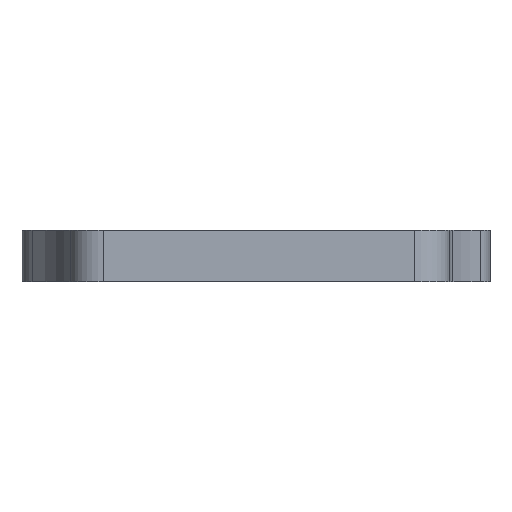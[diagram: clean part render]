
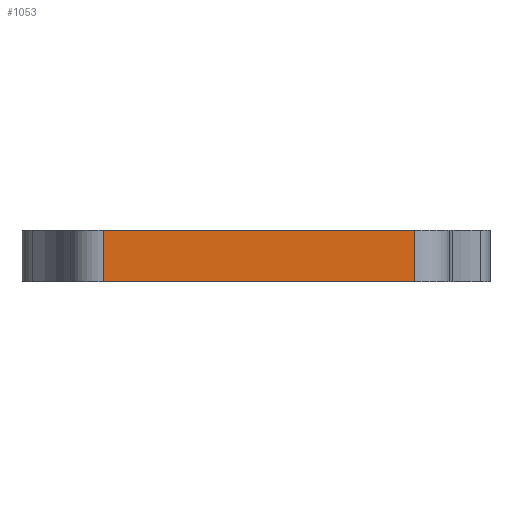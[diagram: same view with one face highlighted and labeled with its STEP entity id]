
A CAD part, front view. The second image highlights one B-rep face of the part: STEP entity #1053.
In plain terms, the highlighted planar face has unit normal (0, -1, 0).
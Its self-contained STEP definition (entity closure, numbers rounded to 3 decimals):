
#63 = EDGE_LOOP ( 'NONE', ( #727, #1127, #544, #415 ) ) ;
#76 = FACE_OUTER_BOUND ( 'NONE', #63, .T. ) ;
#92 = VERTEX_POINT ( 'NONE', #148 ) ;
#114 = PLANE ( 'NONE',  #914 ) ;
#143 = DIRECTION ( 'NONE',  ( 1., 0., 0. ) ) ;
#148 = CARTESIAN_POINT ( 'NONE',  ( -9.095, 0.06, 0. ) ) ;
#163 = EDGE_CURVE ( 'NONE', #1236, #92, #1120, .T. ) ;
#173 = EDGE_CURVE ( 'NONE', #742, #567, #1089, .T. ) ;
#176 = EDGE_CURVE ( 'NONE', #1236, #742, #1093, .T. ) ;
#212 = EDGE_CURVE ( 'NONE', #92, #567, #862, .T. ) ;
#221 = DIRECTION ( 'NONE',  ( 0., 1., 0. ) ) ;
#415 = ORIENTED_EDGE ( 'NONE', *, *, #163, .T. ) ;
#478 = CARTESIAN_POINT ( 'NONE',  ( -9.095, 0.06, 3. ) ) ;
#528 = CARTESIAN_POINT ( 'NONE',  ( -9.095, 0.06, 3. ) ) ;
#544 = ORIENTED_EDGE ( 'NONE', *, *, #176, .F. ) ;
#567 = VERTEX_POINT ( 'NONE', #971 ) ;
#587 = CARTESIAN_POINT ( 'NONE',  ( -9.095, 0.06, 3. ) ) ;
#616 = CARTESIAN_POINT ( 'NONE',  ( -9.095, 0.06, 0. ) ) ;
#661 = DIRECTION ( 'NONE',  ( 0., 0., -1. ) ) ;
#727 = ORIENTED_EDGE ( 'NONE', *, *, #212, .T. ) ;
#742 = VERTEX_POINT ( 'NONE', #919 ) ;
#768 = VECTOR ( 'NONE', #877, 1000. ) ;
#832 = VECTOR ( 'NONE', #143, 1000. ) ;
#862 = LINE ( 'NONE', #616, #832 ) ;
#877 = DIRECTION ( 'NONE',  ( 1., 0., 0. ) ) ;
#903 = DIRECTION ( 'NONE',  ( -1., 0., 0. ) ) ;
#914 = AXIS2_PLACEMENT_3D ( 'NONE', #587, #221, #903 ) ;
#919 = CARTESIAN_POINT ( 'NONE',  ( 8.86, 0.06, 3. ) ) ;
#971 = CARTESIAN_POINT ( 'NONE',  ( 8.86, 0.06, 0. ) ) ;
#1053 = ADVANCED_FACE ( 'NONE', ( #76 ), #114, .F. ) ;
#1089 = LINE ( 'NONE', #1234, #1105 ) ;
#1090 = CARTESIAN_POINT ( 'NONE',  ( -9.095, 0.06, 3. ) ) ;
#1093 = LINE ( 'NONE', #478, #768 ) ;
#1105 = VECTOR ( 'NONE', #661, 1000. ) ;
#1108 = VECTOR ( 'NONE', #1232, 1000. ) ;
#1120 = LINE ( 'NONE', #528, #1108 ) ;
#1127 = ORIENTED_EDGE ( 'NONE', *, *, #173, .F. ) ;
#1232 = DIRECTION ( 'NONE',  ( 0., 0., -1. ) ) ;
#1234 = CARTESIAN_POINT ( 'NONE',  ( 8.86, 0.06, 3. ) ) ;
#1236 = VERTEX_POINT ( 'NONE', #1090 ) ;
